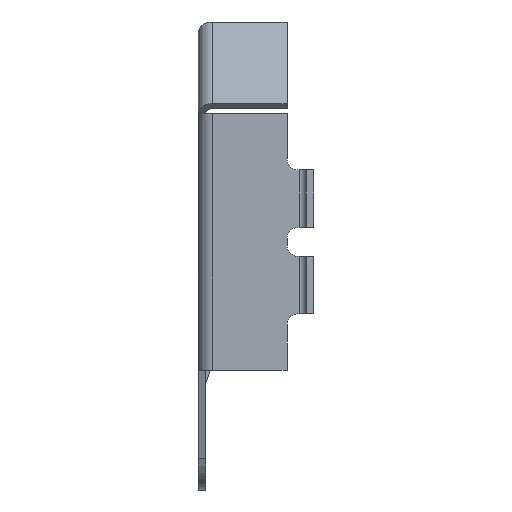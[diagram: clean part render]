
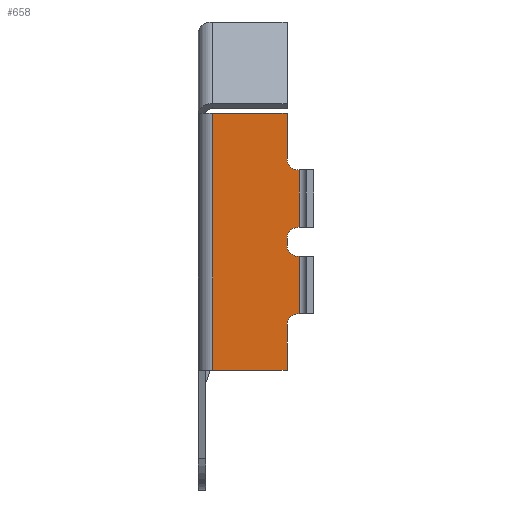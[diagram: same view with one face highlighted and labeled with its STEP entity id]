
A CAD part, left-side view. The second image highlights one B-rep face of the part: STEP entity #658.
In plain terms, the highlighted planar face has unit normal (-1, 0, 0).
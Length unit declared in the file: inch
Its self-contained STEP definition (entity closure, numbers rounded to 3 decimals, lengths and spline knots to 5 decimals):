
#15 = DIRECTION ( 'NONE',  ( 1., 0., 0. ) ) ;
#26 = CARTESIAN_POINT ( 'NONE',  ( -0.4175, -0.13, -0.311 ) ) ;
#70 = CARTESIAN_POINT ( 'NONE',  ( -0.4175, -0.13, -0.311 ) ) ;
#74 = DIRECTION ( 'NONE',  ( 0., 0., -1. ) ) ;
#106 = CIRCLE ( 'NONE', #2455, 0.015 ) ;
#117 = EDGE_CURVE ( 'NONE', #843, #1833, #327, .T. ) ;
#147 = VERTEX_POINT ( 'NONE', #3888 ) ;
#164 = CARTESIAN_POINT ( 'NONE',  ( -0.4175, -0.128, -0.191 ) ) ;
#200 = DIRECTION ( 'NONE',  ( 0., 1., 0. ) ) ;
#243 = LINE ( 'NONE', #2614, #733 ) ;
#290 = DIRECTION ( 'NONE',  ( 1., 0., 0. ) ) ;
#319 = EDGE_CURVE ( 'NONE', #1833, #2066, #1174, .T. ) ;
#327 = LINE ( 'NONE', #26, #3448 ) ;
#390 = PLANE ( 'NONE',  #1439 ) ;
#492 = ORIENTED_EDGE ( 'NONE', *, *, #1513, .F. ) ;
#597 = VERTEX_POINT ( 'NONE', #2177 ) ;
#601 = ORIENTED_EDGE ( 'NONE', *, *, #1013, .F. ) ;
#605 = DIRECTION ( 'NONE',  ( 0., 0., -1. ) ) ;
#640 = VERTEX_POINT ( 'NONE', #2804 ) ;
#658 = ADVANCED_FACE ( 'NONE', ( #2731 ), #390, .F. ) ;
#671 = CARTESIAN_POINT ( 'NONE',  ( -0.4175, -0.113, -0.46905 ) ) ;
#673 = VERTEX_POINT ( 'NONE', #692 ) ;
#692 = CARTESIAN_POINT ( 'NONE',  ( -0.4175, -0.128, -0.271 ) ) ;
#733 = VECTOR ( 'NONE', #3227, 39.37008 ) ;
#759 = CARTESIAN_POINT ( 'NONE',  ( -0.4175, -0.01, -0.11305 ) ) ;
#811 = VECTOR ( 'NONE', #1859, 39.37008 ) ;
#813 = DIRECTION ( 'NONE',  ( 0., 1., 0. ) ) ;
#834 = VERTEX_POINT ( 'NONE', #3431 ) ;
#837 = CARTESIAN_POINT ( 'NONE',  ( -0.4175, -0.13, -0.391 ) ) ;
#843 = VERTEX_POINT ( 'NONE', #2541 ) ;
#870 = ORIENTED_EDGE ( 'NONE', *, *, #1734, .F. ) ;
#902 = CARTESIAN_POINT ( 'NONE',  ( -0.4175, -0.13, -0.46905 ) ) ;
#951 = EDGE_CURVE ( 'NONE', #843, #640, #106, .T. ) ;
#1013 = EDGE_CURVE ( 'NONE', #3610, #2789, #3391, .T. ) ;
#1029 = ORIENTED_EDGE ( 'NONE', *, *, #2798, .F. ) ;
#1078 = ORIENTED_EDGE ( 'NONE', *, *, #3700, .T. ) ;
#1099 = CARTESIAN_POINT ( 'NONE',  ( -0.4175, -0.128, -0.406 ) ) ;
#1106 = CARTESIAN_POINT ( 'NONE',  ( -0.4175, -0.113, -0.46905 ) ) ;
#1174 = LINE ( 'NONE', #902, #2956 ) ;
#1176 = CARTESIAN_POINT ( 'NONE',  ( -0.4175, -0.113, -0.46905 ) ) ;
#1206 = LINE ( 'NONE', #2445, #1952 ) ;
#1226 = DIRECTION ( 'NONE',  ( 0., 1., 0. ) ) ;
#1313 = CARTESIAN_POINT ( 'NONE',  ( -0.4175, -0.113, -0.11305 ) ) ;
#1338 = LINE ( 'NONE', #671, #1816 ) ;
#1390 = DIRECTION ( 'NONE',  ( 0., 0., -1. ) ) ;
#1403 = DIRECTION ( 'NONE',  ( 0., 1., 0. ) ) ;
#1406 = DIRECTION ( 'NONE',  ( 1., 0., 0. ) ) ;
#1432 = ORIENTED_EDGE ( 'NONE', *, *, #319, .F. ) ;
#1439 = AXIS2_PLACEMENT_3D ( 'NONE', #3377, #15, #1226 ) ;
#1513 = EDGE_CURVE ( 'NONE', #147, #640, #1338, .T. ) ;
#1657 = VERTEX_POINT ( 'NONE', #164 ) ;
#1660 = LINE ( 'NONE', #3780, #2317 ) ;
#1707 = ORIENTED_EDGE ( 'NONE', *, *, #951, .T. ) ;
#1734 = EDGE_CURVE ( 'NONE', #2687, #597, #3029, .T. ) ;
#1745 = LINE ( 'NONE', #837, #1839 ) ;
#1770 = VECTOR ( 'NONE', #2409, 39.37008 ) ;
#1816 = VECTOR ( 'NONE', #74, 39.37008 ) ;
#1822 = CARTESIAN_POINT ( 'NONE',  ( -0.4175, -0.13, -0.271 ) ) ;
#1833 = VERTEX_POINT ( 'NONE', #70 ) ;
#1839 = VECTOR ( 'NONE', #2803, 39.37008 ) ;
#1845 = VERTEX_POINT ( 'NONE', #759 ) ;
#1859 = DIRECTION ( 'NONE',  ( 0., 0., -1. ) ) ;
#1911 = EDGE_CURVE ( 'NONE', #1657, #2687, #243, .T. ) ;
#1943 = LINE ( 'NONE', #3408, #3264 ) ;
#1952 = VECTOR ( 'NONE', #3677, 39.37008 ) ;
#1982 = EDGE_CURVE ( 'NONE', #3911, #2866, #2072, .T. ) ;
#2025 = DIRECTION ( 'NONE',  ( 1., 0., 0. ) ) ;
#2066 = VERTEX_POINT ( 'NONE', #2116 ) ;
#2072 = LINE ( 'NONE', #1176, #3582 ) ;
#2116 = CARTESIAN_POINT ( 'NONE',  ( -0.4175, -0.13, -0.391 ) ) ;
#2173 = CARTESIAN_POINT ( 'NONE',  ( -0.4175, -0.113, -0.46905 ) ) ;
#2177 = CARTESIAN_POINT ( 'NONE',  ( -0.4175, -0.13, -0.271 ) ) ;
#2190 = VECTOR ( 'NONE', #2411, 39.37008 ) ;
#2209 = EDGE_CURVE ( 'NONE', #1845, #3911, #1943, .T. ) ;
#2236 = ORIENTED_EDGE ( 'NONE', *, *, #2787, .T. ) ;
#2301 = DIRECTION ( 'NONE',  ( 1., 0., 0. ) ) ;
#2311 = ORIENTED_EDGE ( 'NONE', *, *, #3606, .T. ) ;
#2317 = VECTOR ( 'NONE', #813, 39.37008 ) ;
#2400 = AXIS2_PLACEMENT_3D ( 'NONE', #2594, #1406, #3862 ) ;
#2409 = DIRECTION ( 'NONE',  ( 0., -1., 0. ) ) ;
#2411 = DIRECTION ( 'NONE',  ( 0., 0., -1. ) ) ;
#2428 = CARTESIAN_POINT ( 'NONE',  ( -0.4175, -0.13, -0.46905 ) ) ;
#2445 = CARTESIAN_POINT ( 'NONE',  ( -0.4175, -0.01, -0.46905 ) ) ;
#2455 = AXIS2_PLACEMENT_3D ( 'NONE', #2986, #290, #3250 ) ;
#2482 = LINE ( 'NONE', #1822, #1770 ) ;
#2541 = CARTESIAN_POINT ( 'NONE',  ( -0.4175, -0.128, -0.311 ) ) ;
#2588 = ORIENTED_EDGE ( 'NONE', *, *, #2209, .F. ) ;
#2594 = CARTESIAN_POINT ( 'NONE',  ( -0.4175, -0.128, -0.176 ) ) ;
#2607 = CARTESIAN_POINT ( 'NONE',  ( -0.4175, -0.128, -0.286 ) ) ;
#2614 = CARTESIAN_POINT ( 'NONE',  ( -0.4175, -0.13, -0.191 ) ) ;
#2653 = ORIENTED_EDGE ( 'NONE', *, *, #1982, .F. ) ;
#2687 = VERTEX_POINT ( 'NONE', #3143 ) ;
#2731 = FACE_OUTER_BOUND ( 'NONE', #2851, .T. ) ;
#2779 = VERTEX_POINT ( 'NONE', #2864 ) ;
#2781 = CIRCLE ( 'NONE', #3848, 0.015 ) ;
#2787 = EDGE_CURVE ( 'NONE', #147, #673, #3834, .T. ) ;
#2789 = VERTEX_POINT ( 'NONE', #1106 ) ;
#2798 = EDGE_CURVE ( 'NONE', #2789, #2779, #1660, .T. ) ;
#2803 = DIRECTION ( 'NONE',  ( 0., -1., 0. ) ) ;
#2804 = CARTESIAN_POINT ( 'NONE',  ( -0.4175, -0.113, -0.296 ) ) ;
#2851 = EDGE_LOOP ( 'NONE', ( #1029, #601, #2311, #3832, #1432, #3343, #1707, #492, #2236, #1078, #870, #3242, #3285, #2653, #2588, #3324 ) ) ;
#2864 = CARTESIAN_POINT ( 'NONE',  ( -0.4175, -0.01, -0.46905 ) ) ;
#2866 = VERTEX_POINT ( 'NONE', #3798 ) ;
#2956 = VECTOR ( 'NONE', #605, 39.37008 ) ;
#2986 = CARTESIAN_POINT ( 'NONE',  ( -0.4175, -0.128, -0.296 ) ) ;
#3029 = LINE ( 'NONE', #2428, #2190 ) ;
#3143 = CARTESIAN_POINT ( 'NONE',  ( -0.4175, -0.13, -0.191 ) ) ;
#3145 = EDGE_CURVE ( 'NONE', #1657, #2866, #3404, .T. ) ;
#3186 = EDGE_CURVE ( 'NONE', #834, #2066, #1745, .T. ) ;
#3227 = DIRECTION ( 'NONE',  ( 0., -1., 0. ) ) ;
#3242 = ORIENTED_EDGE ( 'NONE', *, *, #1911, .F. ) ;
#3250 = DIRECTION ( 'NONE',  ( 0., -1., 0. ) ) ;
#3264 = VECTOR ( 'NONE', #3730, 39.37008 ) ;
#3285 = ORIENTED_EDGE ( 'NONE', *, *, #3145, .T. ) ;
#3324 = ORIENTED_EDGE ( 'NONE', *, *, #3679, .F. ) ;
#3343 = ORIENTED_EDGE ( 'NONE', *, *, #117, .F. ) ;
#3377 = CARTESIAN_POINT ( 'NONE',  ( -0.4175, 0., -0.46905 ) ) ;
#3391 = LINE ( 'NONE', #2173, #811 ) ;
#3404 = CIRCLE ( 'NONE', #2400, 0.015 ) ;
#3408 = CARTESIAN_POINT ( 'NONE',  ( -0.4175, -0.113, -0.11305 ) ) ;
#3431 = CARTESIAN_POINT ( 'NONE',  ( -0.4175, -0.128, -0.391 ) ) ;
#3448 = VECTOR ( 'NONE', #3597, 39.37008 ) ;
#3582 = VECTOR ( 'NONE', #1390, 39.37008 ) ;
#3597 = DIRECTION ( 'NONE',  ( 0., -1., 0. ) ) ;
#3600 = CARTESIAN_POINT ( 'NONE',  ( -0.4175, -0.113, -0.406 ) ) ;
#3606 = EDGE_CURVE ( 'NONE', #3610, #834, #2781, .T. ) ;
#3610 = VERTEX_POINT ( 'NONE', #3600 ) ;
#3653 = AXIS2_PLACEMENT_3D ( 'NONE', #2607, #2025, #1403 ) ;
#3677 = DIRECTION ( 'NONE',  ( 0., 0., 1. ) ) ;
#3679 = EDGE_CURVE ( 'NONE', #2779, #1845, #1206, .T. ) ;
#3700 = EDGE_CURVE ( 'NONE', #673, #597, #2482, .T. ) ;
#3730 = DIRECTION ( 'NONE',  ( 0., -1., 0. ) ) ;
#3780 = CARTESIAN_POINT ( 'NONE',  ( -0.4175, 0., -0.46905 ) ) ;
#3798 = CARTESIAN_POINT ( 'NONE',  ( -0.4175, -0.113, -0.176 ) ) ;
#3832 = ORIENTED_EDGE ( 'NONE', *, *, #3186, .T. ) ;
#3834 = CIRCLE ( 'NONE', #3653, 0.015 ) ;
#3848 = AXIS2_PLACEMENT_3D ( 'NONE', #1099, #2301, #200 ) ;
#3862 = DIRECTION ( 'NONE',  ( 0., -1., 0. ) ) ;
#3888 = CARTESIAN_POINT ( 'NONE',  ( -0.4175, -0.113, -0.286 ) ) ;
#3911 = VERTEX_POINT ( 'NONE', #1313 ) ;
